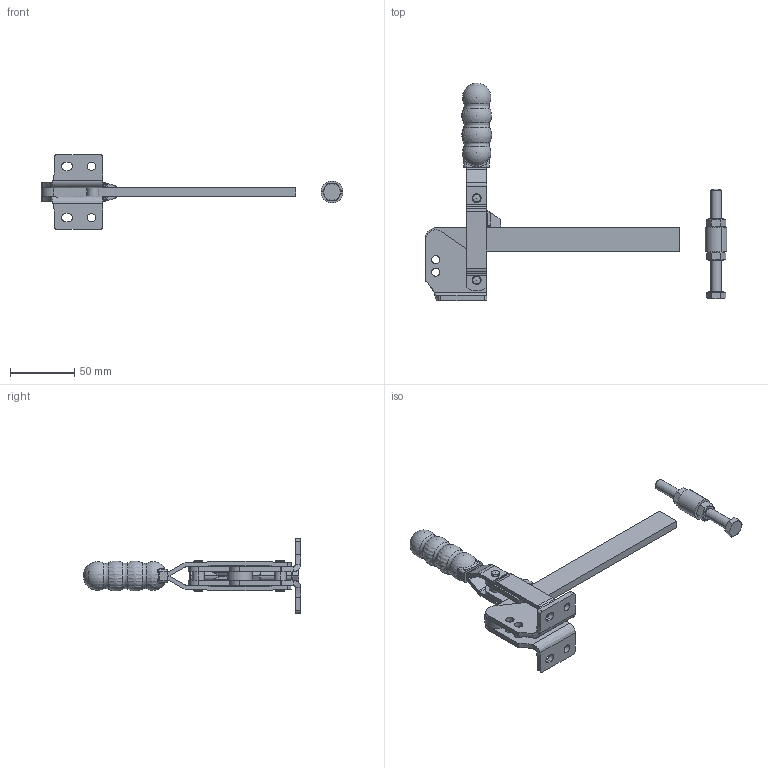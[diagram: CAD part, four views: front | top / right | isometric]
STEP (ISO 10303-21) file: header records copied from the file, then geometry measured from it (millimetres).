
FILE_DESCRIPTION((''),'2;1');
FILE_NAME('MG2B-150.stp','2009-11-24T15:37:25',('David'),(''),'Autodesk Inventor 8','Autodesk Inventor 8','');
FILE_SCHEMA(('AUTOMOTIVE_DESIGN { 1 0 10303 214 1 1 1 1 }'));
Length unit declared in the file: millimetre
Products named in the file (7): MG2B-150; MG2 SIDEPLATE B ASSEMBLY; MG2 HANDLE ASSEMBLY; MG2 BAR-150 ASSEMBLY; MG2 LINK ASSEMBLY; MG2 BOSS ASSEMBLY; ISO 4017  (Regular Thread) M8 x 80
Assembly tree (6 placements, depth 2):
  MG2B-150
    MG2 SIDEPLATE B ASSEMBLY
    MG2 HANDLE ASSEMBLY
    MG2 BAR-150 ASSEMBLY
    MG2 LINK ASSEMBLY
    MG2 BOSS ASSEMBLY
    ISO 4017  (Regular Thread) M8 x 80
Bounding box: 235.2 x 169.4 x 57.93 mm (x, y, z)
Volume: 94172.8 mm3; surface area: 47098 mm2
Topology: 6 solids, 7 shells, 314 faces, 832 edges, 544 vertices
Faces by surface type: cylinder 98, plane 96, bspline 80, cone 30, sphere 6, torus 4
Full cylindrical faces by diameter (mm): 6.35 x2
Entity records: 12237 total; most frequent: CARTESIAN_POINT 4605, ORIENTED_EDGE 1582, DIRECTION 1525, EDGE_CURVE 791, AXIS2_PLACEMENT_3D 569, VERTEX_POINT 524, VECTOR 387, LINE 387
